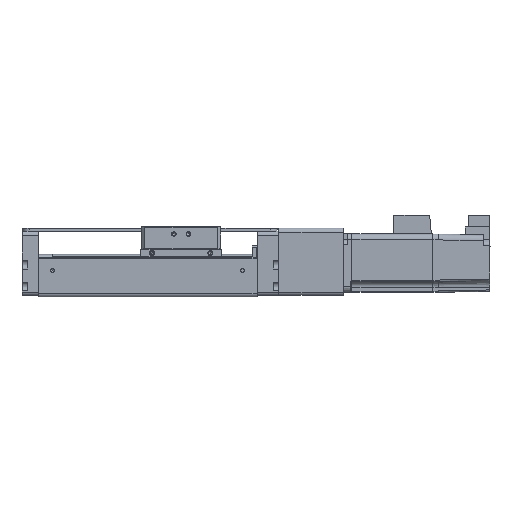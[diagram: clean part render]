
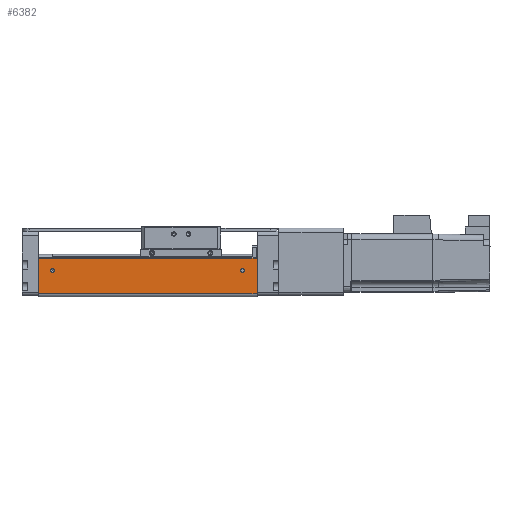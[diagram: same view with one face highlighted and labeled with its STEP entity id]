
A CAD part, left-side view. The second image highlights one B-rep face of the part: STEP entity #6382.
In plain terms, the highlighted face is planar.
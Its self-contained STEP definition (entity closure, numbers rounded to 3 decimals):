
#1562 = DIRECTION ( 'NONE',  ( 1., 0., 0. ) ) ;
#3615 = CIRCLE ( 'NONE', #54409, 1.25 ) ;
#3706 = EDGE_LOOP ( 'NONE', ( #44262, #9991, #50518, #7830 ) ) ;
#4357 = VERTEX_POINT ( 'NONE', #54315 ) ;
#5025 = AXIS2_PLACEMENT_3D ( 'NONE', #41744, #15065, #46271 ) ;
#5681 = EDGE_LOOP ( 'NONE', ( #27977, #9493 ) ) ;
#6357 = EDGE_CURVE ( 'NONE', #28520, #6713, #54128, .T. ) ;
#6382 = ADVANCED_FACE ( 'NONE', ( #19921, #30401, #6699 ), #14863, .T. ) ;
#6635 = AXIS2_PLACEMENT_3D ( 'NONE', #6871, #38109, #11354 ) ;
#6699 = FACE_OUTER_BOUND ( 'NONE', #3706, .T. ) ;
#6713 = VERTEX_POINT ( 'NONE', #18699 ) ;
#6871 = CARTESIAN_POINT ( 'NONE',  ( 30., -18., -10. ) ) ;
#6991 = DIRECTION ( 'NONE',  ( 0., 1., 0. ) ) ;
#7245 = VERTEX_POINT ( 'NONE', #28014 ) ;
#7363 = ORIENTED_EDGE ( 'NONE', *, *, #32067, .T. ) ;
#7830 = ORIENTED_EDGE ( 'NONE', *, *, #18050, .T. ) ;
#8343 = VECTOR ( 'NONE', #6991, 1000. ) ;
#9380 = VERTEX_POINT ( 'NONE', #13938 ) ;
#9493 = ORIENTED_EDGE ( 'NONE', *, *, #23494, .T. ) ;
#9991 = ORIENTED_EDGE ( 'NONE', *, *, #48231, .F. ) ;
#11354 = DIRECTION ( 'NONE',  ( 0., 1., 0. ) ) ;
#11763 = AXIS2_PLACEMENT_3D ( 'NONE', #19314, #1562, #32792 ) ;
#12341 = DIRECTION ( 'NONE',  ( -1., 0., 0. ) ) ;
#13030 = EDGE_CURVE ( 'NONE', #4357, #40894, #3615, .T. ) ;
#13613 = CARTESIAN_POINT ( 'NONE',  ( 30., -2., 0. ) ) ;
#13938 = CARTESIAN_POINT ( 'NONE',  ( 30., -19.25, -10. ) ) ;
#14863 = PLANE ( 'NONE',  #11763 ) ;
#15065 = DIRECTION ( 'NONE',  ( -1., 0., 0. ) ) ;
#15075 = CARTESIAN_POINT ( 'NONE',  ( 30., -26.5, 0. ) ) ;
#18050 = EDGE_CURVE ( 'NONE', #6713, #7245, #42544, .T. ) ;
#18546 = VECTOR ( 'NONE', #50162, 1000. ) ;
#18699 = CARTESIAN_POINT ( 'NONE',  ( 30., -26.5, -150. ) ) ;
#19314 = CARTESIAN_POINT ( 'NONE',  ( 30., -451.674, 151.674 ) ) ;
#19656 = EDGE_CURVE ( 'NONE', #46373, #7245, #38341, .T. ) ;
#19921 = FACE_BOUND ( 'NONE', #42947, .T. ) ;
#20791 = AXIS2_PLACEMENT_3D ( 'NONE', #23619, #54843, #28127 ) ;
#23494 = EDGE_CURVE ( 'NONE', #9380, #43518, #42854, .T. ) ;
#23619 = CARTESIAN_POINT ( 'NONE',  ( 30., -18., -10. ) ) ;
#26738 = CARTESIAN_POINT ( 'NONE',  ( 30., 0., 0. ) ) ;
#27977 = ORIENTED_EDGE ( 'NONE', *, *, #54885, .T. ) ;
#28014 = CARTESIAN_POINT ( 'NONE',  ( 30., -2., -150. ) ) ;
#28127 = DIRECTION ( 'NONE',  ( 0., 1., 0. ) ) ;
#28520 = VERTEX_POINT ( 'NONE', #15075 ) ;
#28572 = CIRCLE ( 'NONE', #5025, 1.25 ) ;
#30401 = FACE_BOUND ( 'NONE', #5681, .T. ) ;
#31238 = DIRECTION ( 'NONE',  ( 0., 1., 0. ) ) ;
#32067 = EDGE_CURVE ( 'NONE', #40894, #4357, #28572, .T. ) ;
#32643 = CARTESIAN_POINT ( 'NONE',  ( 30., -19.25, -140. ) ) ;
#32792 = DIRECTION ( 'NONE',  ( 0., 0., -1. ) ) ;
#36925 = VECTOR ( 'NONE', #51825, 1000. ) ;
#38109 = DIRECTION ( 'NONE',  ( -1., 0., 0. ) ) ;
#38341 = LINE ( 'NONE', #56298, #36925 ) ;
#39069 = CARTESIAN_POINT ( 'NONE',  ( 30., -18., -140. ) ) ;
#40894 = VERTEX_POINT ( 'NONE', #32643 ) ;
#41229 = LINE ( 'NONE', #26738, #50331 ) ;
#41744 = CARTESIAN_POINT ( 'NONE',  ( 30., -18., -140. ) ) ;
#42191 = CIRCLE ( 'NONE', #20791, 1.25 ) ;
#42544 = LINE ( 'NONE', #55928, #8343 ) ;
#42854 = CIRCLE ( 'NONE', #6635, 1.25 ) ;
#42947 = EDGE_LOOP ( 'NONE', ( #7363, #57339 ) ) ;
#43518 = VERTEX_POINT ( 'NONE', #45240 ) ;
#43557 = DIRECTION ( 'NONE',  ( 0., -1., 0. ) ) ;
#44262 = ORIENTED_EDGE ( 'NONE', *, *, #19656, .F. ) ;
#45240 = CARTESIAN_POINT ( 'NONE',  ( 30., -16.75, -10. ) ) ;
#46271 = DIRECTION ( 'NONE',  ( 0., -1., 0. ) ) ;
#46373 = VERTEX_POINT ( 'NONE', #13613 ) ;
#48231 = EDGE_CURVE ( 'NONE', #28520, #46373, #41229, .T. ) ;
#50162 = DIRECTION ( 'NONE',  ( 0., 0., -1. ) ) ;
#50331 = VECTOR ( 'NONE', #31238, 1000. ) ;
#50518 = ORIENTED_EDGE ( 'NONE', *, *, #6357, .T. ) ;
#51825 = DIRECTION ( 'NONE',  ( 0., 0., -1. ) ) ;
#54128 = LINE ( 'NONE', #54418, #18546 ) ;
#54315 = CARTESIAN_POINT ( 'NONE',  ( 30., -16.75, -140. ) ) ;
#54409 = AXIS2_PLACEMENT_3D ( 'NONE', #39069, #12341, #43557 ) ;
#54418 = CARTESIAN_POINT ( 'NONE',  ( 30., -26.5, -300. ) ) ;
#54843 = DIRECTION ( 'NONE',  ( -1., 0., 0. ) ) ;
#54885 = EDGE_CURVE ( 'NONE', #43518, #9380, #42191, .T. ) ;
#55928 = CARTESIAN_POINT ( 'NONE',  ( 30., 3., -150. ) ) ;
#56298 = CARTESIAN_POINT ( 'NONE',  ( 30., -2., -75. ) ) ;
#57339 = ORIENTED_EDGE ( 'NONE', *, *, #13030, .T. ) ;
